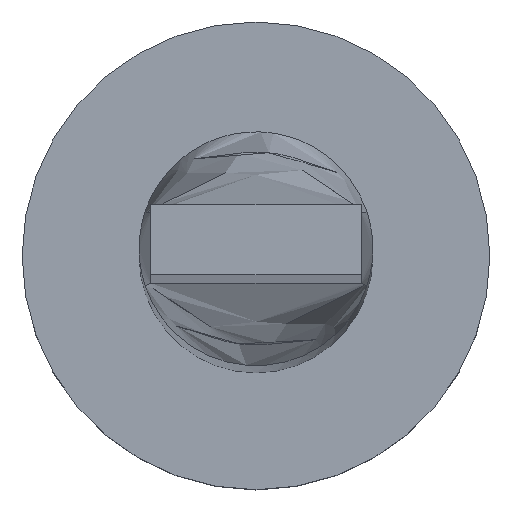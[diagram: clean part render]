
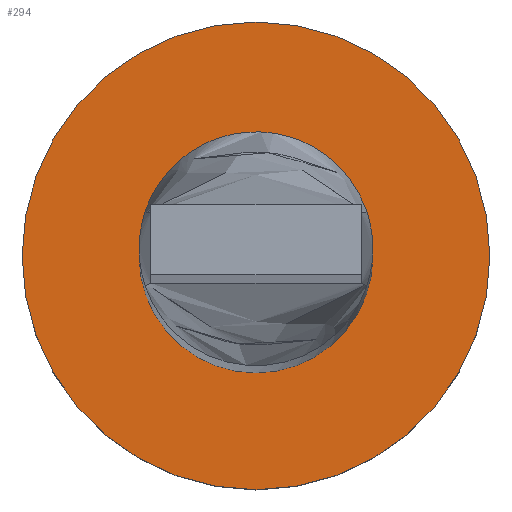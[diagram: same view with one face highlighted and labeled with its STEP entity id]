
A CAD part, top view. The second image highlights one B-rep face of the part: STEP entity #294.
In plain terms, the highlighted planar face has unit normal (0, 0, 1).
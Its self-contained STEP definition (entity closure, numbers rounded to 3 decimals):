
#5 = DIRECTION ( 'NONE',  ( 1., 0., 0. ) ) ;
#6 = AXIS2_PLACEMENT_3D ( 'NONE', #285, #203, #5 ) ;
#8 = CARTESIAN_POINT ( 'NONE',  ( -5., 0., 3. ) ) ;
#28 = VERTEX_POINT ( 'NONE', #182 ) ;
#30 = CIRCLE ( 'NONE', #364, 2.5 ) ;
#50 = EDGE_LOOP ( 'NONE', ( #359, #506 ) ) ;
#78 = EDGE_LOOP ( 'NONE', ( #262, #225 ) ) ;
#100 = EDGE_CURVE ( 'NONE', #189, #28, #30, .T. ) ;
#115 = DIRECTION ( 'NONE',  ( 0., 0., 1. ) ) ;
#141 = DIRECTION ( 'NONE',  ( 0., 0., 1. ) ) ;
#144 = VERTEX_POINT ( 'NONE', #426 ) ;
#167 = CARTESIAN_POINT ( 'NONE',  ( 0., 0., 3. ) ) ;
#170 = AXIS2_PLACEMENT_3D ( 'NONE', #371, #141, #510 ) ;
#182 = CARTESIAN_POINT ( 'NONE',  ( 2.5, 0., 3. ) ) ;
#189 = VERTEX_POINT ( 'NONE', #477 ) ;
#203 = DIRECTION ( 'NONE',  ( 0., 0., 1. ) ) ;
#208 = FACE_BOUND ( 'NONE', #78, .T. ) ;
#225 = ORIENTED_EDGE ( 'NONE', *, *, #241, .F. ) ;
#241 = EDGE_CURVE ( 'NONE', #28, #189, #279, .T. ) ;
#255 = CIRCLE ( 'NONE', #170, 5. ) ;
#262 = ORIENTED_EDGE ( 'NONE', *, *, #100, .F. ) ;
#271 = CIRCLE ( 'NONE', #6, 5. ) ;
#279 = CIRCLE ( 'NONE', #367, 2.5 ) ;
#285 = CARTESIAN_POINT ( 'NONE',  ( 0., 0., 3. ) ) ;
#289 = DIRECTION ( 'NONE',  ( 1., 0., 0. ) ) ;
#294 = ADVANCED_FACE ( 'NONE', ( #208, #349 ), #470, .T. ) ;
#349 = FACE_OUTER_BOUND ( 'NONE', #50, .T. ) ;
#359 = ORIENTED_EDGE ( 'NONE', *, *, #449, .T. ) ;
#364 = AXIS2_PLACEMENT_3D ( 'NONE', #522, #115, #390 ) ;
#366 = VERTEX_POINT ( 'NONE', #8 ) ;
#367 = AXIS2_PLACEMENT_3D ( 'NONE', #167, #384, #289 ) ;
#371 = CARTESIAN_POINT ( 'NONE',  ( 0., 0., 3. ) ) ;
#384 = DIRECTION ( 'NONE',  ( 0., 0., 1. ) ) ;
#390 = DIRECTION ( 'NONE',  ( 1., 0., 0. ) ) ;
#391 = DIRECTION ( 'NONE',  ( 1., 0., 0. ) ) ;
#415 = EDGE_CURVE ( 'NONE', #144, #366, #271, .T. ) ;
#426 = CARTESIAN_POINT ( 'NONE',  ( 5., 0., 3. ) ) ;
#449 = EDGE_CURVE ( 'NONE', #366, #144, #255, .T. ) ;
#470 = PLANE ( 'NONE',  #472 ) ;
#472 = AXIS2_PLACEMENT_3D ( 'NONE', #478, #520, #391 ) ;
#477 = CARTESIAN_POINT ( 'NONE',  ( -2.5, 0., 3. ) ) ;
#478 = CARTESIAN_POINT ( 'NONE',  ( 0., 0., 3. ) ) ;
#506 = ORIENTED_EDGE ( 'NONE', *, *, #415, .T. ) ;
#510 = DIRECTION ( 'NONE',  ( 1., 0., 0. ) ) ;
#520 = DIRECTION ( 'NONE',  ( 0., 0., 1. ) ) ;
#522 = CARTESIAN_POINT ( 'NONE',  ( 0., 0., 3. ) ) ;
